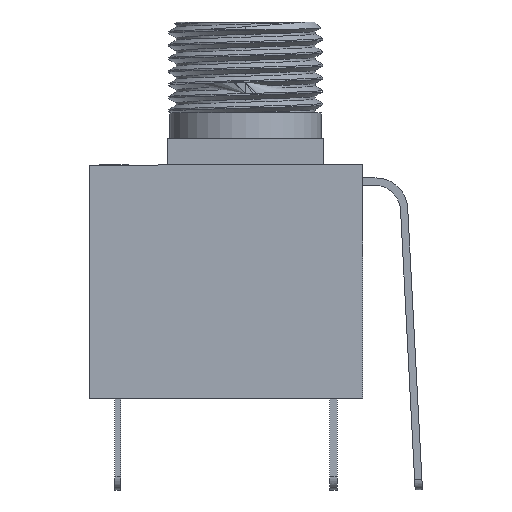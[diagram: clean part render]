
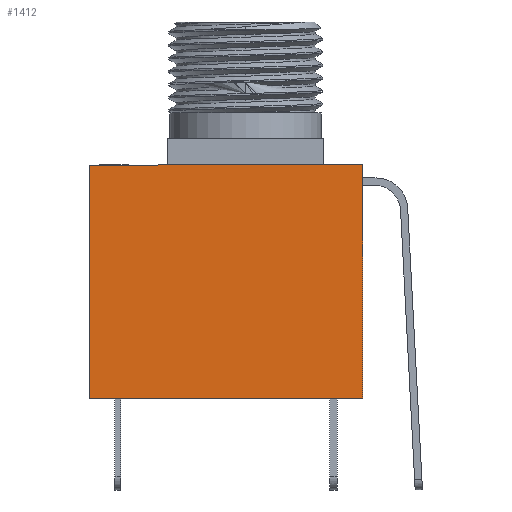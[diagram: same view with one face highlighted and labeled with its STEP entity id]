
A CAD part, left-side view. The second image highlights one B-rep face of the part: STEP entity #1412.
In plain terms, the highlighted planar face has unit normal (-1, 0, 0).
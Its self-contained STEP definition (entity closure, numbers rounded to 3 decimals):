
#173=FACE_OUTER_BOUND('',#257,.T.);
#257=EDGE_LOOP('',(#1051,#1052,#1053,#1054));
#362=LINE('',#2086,#502);
#377=LINE('',#2116,#517);
#388=LINE('',#2136,#528);
#389=LINE('',#2137,#529);
#502=VECTOR('',#1701,10.);
#517=VECTOR('',#1726,10.);
#528=VECTOR('',#1747,10.);
#529=VECTOR('',#1748,10.);
#631=VERTEX_POINT('',#2083);
#632=VERTEX_POINT('',#2085);
#642=VERTEX_POINT('',#2115);
#646=VERTEX_POINT('',#2135);
#773=EDGE_CURVE('',#632,#631,#362,.T.);
#788=EDGE_CURVE('',#642,#632,#377,.T.);
#799=EDGE_CURVE('',#646,#631,#388,.T.);
#800=EDGE_CURVE('',#642,#646,#389,.T.);
#1051=ORIENTED_EDGE('',*,*,#788,.T.);
#1052=ORIENTED_EDGE('',*,*,#773,.T.);
#1053=ORIENTED_EDGE('',*,*,#799,.F.);
#1054=ORIENTED_EDGE('',*,*,#800,.F.);
#1360=PLANE('',#1538);
#1412=ADVANCED_FACE('',(#173),#1360,.T.);
#1538=AXIS2_PLACEMENT_3D('',#2134,#1745,#1746);
#1701=DIRECTION('',(0.,-1.,0.));
#1726=DIRECTION('',(0.,0.,-1.));
#1745=DIRECTION('center_axis',(-1.,0.,0.));
#1746=DIRECTION('ref_axis',(0.,0.,-1.));
#1747=DIRECTION('',(0.,0.,-1.));
#1748=DIRECTION('',(0.,-1.,0.));
#2083=CARTESIAN_POINT('',(-4.5,-9.,-6.));
#2085=CARTESIAN_POINT('',(-4.5,0.,-6.));
#2086=CARTESIAN_POINT('',(-4.5,0.,-6.));
#2115=CARTESIAN_POINT('',(-4.5,0.,4.5));
#2116=CARTESIAN_POINT('',(-4.5,0.,4.5));
#2134=CARTESIAN_POINT('Origin',(-4.5,0.,4.5));
#2135=CARTESIAN_POINT('',(-4.5,-9.,4.5));
#2136=CARTESIAN_POINT('',(-4.5,-9.,4.5));
#2137=CARTESIAN_POINT('',(-4.5,0.,4.5));
